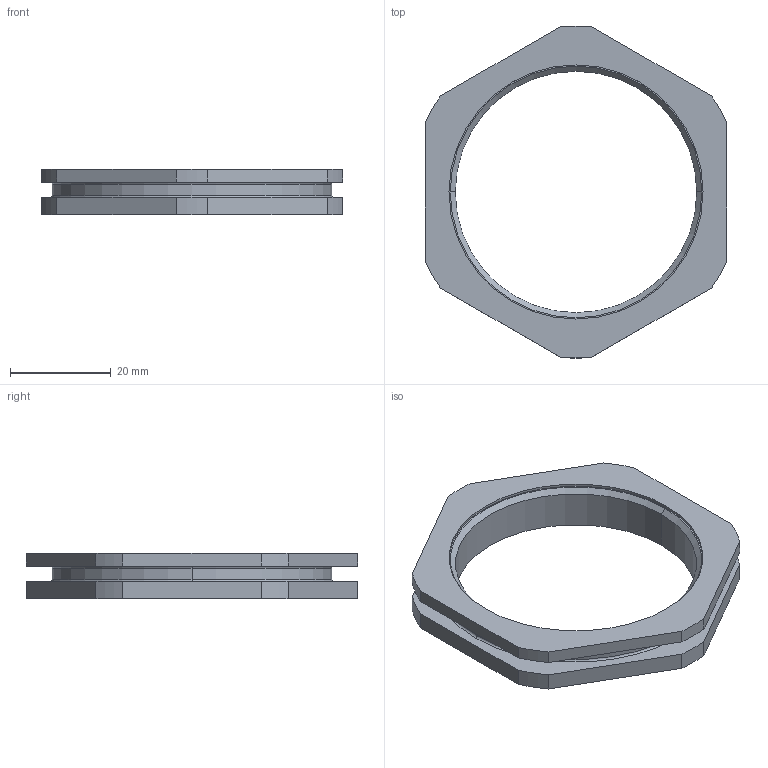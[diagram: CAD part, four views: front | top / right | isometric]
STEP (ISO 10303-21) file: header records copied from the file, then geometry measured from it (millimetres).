
FILE_DESCRIPTION (( 'STEP AP203' ), '1' );
FILE_NAME ('G4350010indA.STEP', '2024-08-21T07:36:26', ( '' ), ( '' ), 'SwSTEP 2.0', 'SolidWorks 2023', '' );
FILE_SCHEMA (( 'CONFIG_CONTROL_DESIGN' ));
Length unit declared in the file: millimetre
Products named in the file (1): G4350010indA
Bounding box: 60 x 65.97 x 9 mm (x, y, z)
Volume: 9339.3 mm3; surface area: 6845.3 mm2
Topology: 1 solids, 1 shells, 41 faces, 102 edges, 66 vertices
Faces by surface type: cylinder 18, plane 17, torus 4, cone 2
Entity records: 1315 total; most frequent: DIRECTION 232, CARTESIAN_POINT 210, ORIENTED_EDGE 204, EDGE_CURVE 102, AXIS2_PLACEMENT_3D 88, VERTEX_POINT 66, LINE 56, VECTOR 56
